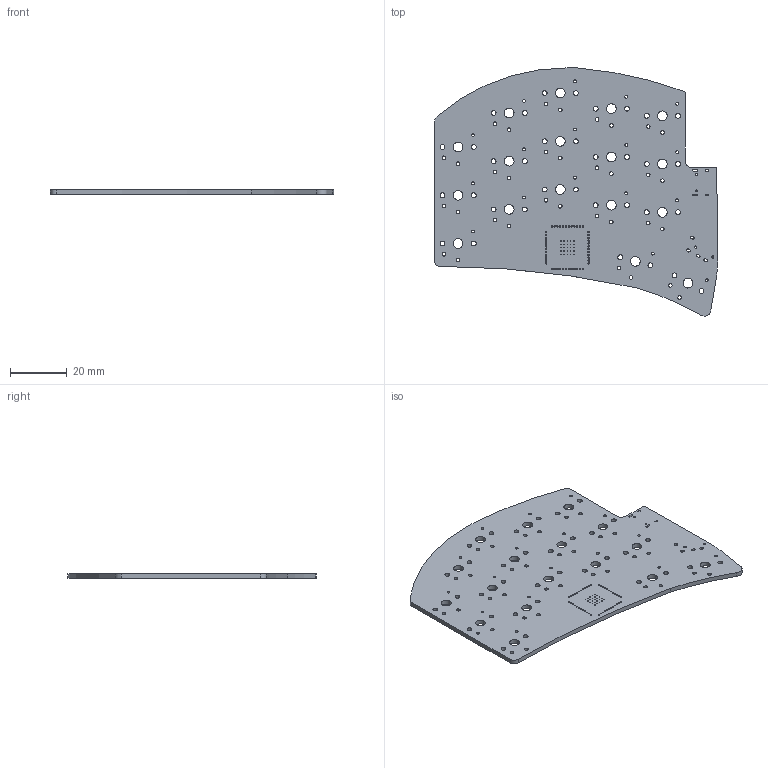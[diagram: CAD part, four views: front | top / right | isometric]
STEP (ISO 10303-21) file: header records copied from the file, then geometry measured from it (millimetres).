
FILE_DESCRIPTION(('KiCad electronic assembly'),'2;1');
FILE_NAME('ferris_left.step','2022-10-19T13:02:59',('Pcbnew'),('Kicad'), 'Open CASCADE STEP processor 7.5','KiCad to STEP converter','Unknown' );
FILE_SCHEMA(('AUTOMOTIVE_DESIGN { 1 0 10303 214 1 1 1 1 }'));
Length unit declared in the file: millimetre
Products named in the file (2): ferris_left 1; ferris_left PCB
Assembly tree (1 placements, depth 2):
  ferris_left 1
    ferris_left PCB
Bounding box: 99.88 x 87.46 x 1.6 mm (x, y, z)
Volume: 10251.6 mm3; surface area: 14439.3 mm2
Topology: 1 solids, 1 shells, 230 faces, 684 edges, 456 vertices
Faces by surface type: cylinder 206, plane 24
Full cylindrical faces by diameter (mm): 0.2 x25, 0.5 x48, 0.65 x2, 0.8 x2, 0.991 x17, 1.27 x34, 1.702 x34, 3.429 x17
Entity records: 17647 total; most frequent: DIRECTION 2928, CARTESIAN_POINT 2740, ORIENTED_EDGE 1368, PCURVE 1368, DEFINITIONAL_REPRESENTATION 1368, LINE 1228, VECTOR 1228, CIRCLE 824
